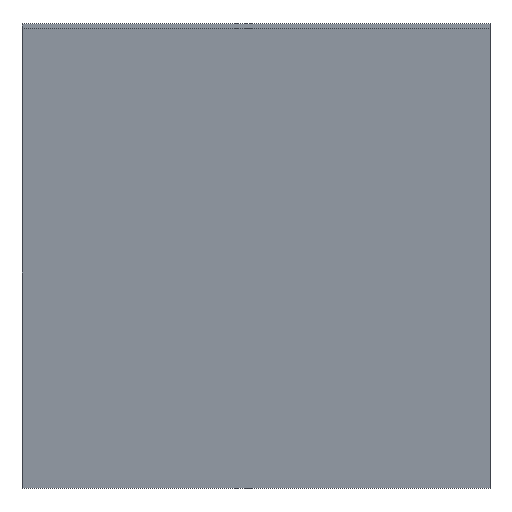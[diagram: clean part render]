
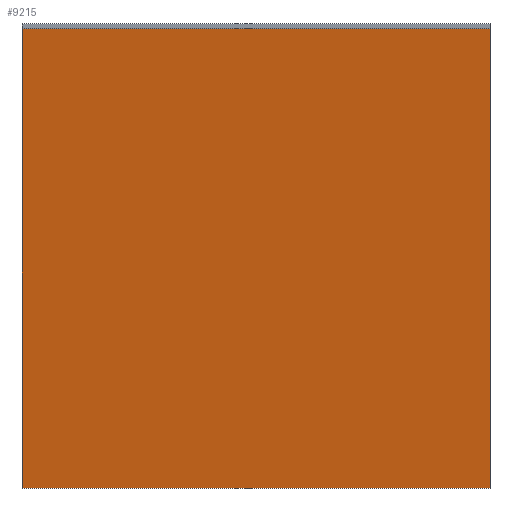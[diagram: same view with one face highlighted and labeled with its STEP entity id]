
A CAD part, top view. The second image highlights one B-rep face of the part: STEP entity #9215.
In plain terms, the highlighted planar face has unit normal (0, -0.186, 0.982).
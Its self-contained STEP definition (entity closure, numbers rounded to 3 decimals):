
#702=FACE_OUTER_BOUND('',#1184,.T.);
#1184=EDGE_LOOP('',(#8250,#8251,#8252,#8253));
#2336=LINE('',#14780,#3529);
#2339=LINE('',#14786,#3532);
#2342=LINE('',#14792,#3535);
#2345=LINE('',#14796,#3538);
#3529=VECTOR('',#12125,10.);
#3532=VECTOR('',#12130,10.);
#3535=VECTOR('',#12135,10.);
#3538=VECTOR('',#12140,10.);
#4426=VERTEX_POINT('',#14777);
#4427=VERTEX_POINT('',#14779);
#4429=VERTEX_POINT('',#14785);
#4431=VERTEX_POINT('',#14791);
#5705=EDGE_CURVE('',#4427,#4426,#2336,.T.);
#5708=EDGE_CURVE('',#4429,#4427,#2339,.T.);
#5711=EDGE_CURVE('',#4431,#4429,#2342,.T.);
#5714=EDGE_CURVE('',#4426,#4431,#2345,.T.);
#8250=ORIENTED_EDGE('',*,*,#5714,.T.);
#8251=ORIENTED_EDGE('',*,*,#5711,.T.);
#8252=ORIENTED_EDGE('',*,*,#5708,.T.);
#8253=ORIENTED_EDGE('',*,*,#5705,.T.);
#8762=PLANE('',#9895);
#9215=ADVANCED_FACE('',(#702),#8762,.T.);
#9895=AXIS2_PLACEMENT_3D('',#14797,#12141,#12142);
#12125=DIRECTION('',(0.,-0.982,-0.187));
#12130=DIRECTION('',(-1.,0.,0.));
#12135=DIRECTION('',(0.,0.982,0.187));
#12140=DIRECTION('',(1.,0.,0.));
#12141=DIRECTION('center_axis',(0.,-0.187,
0.982));
#12142=DIRECTION('ref_axis',(-1.,0.,0.));
#14777=CARTESIAN_POINT('',(-487.643,-60.276,254.854));
#14779=CARTESIAN_POINT('',(-487.643,146.038,294.028));
#14780=CARTESIAN_POINT('',(-487.643,-60.276,254.854));
#14785=CARTESIAN_POINT('',(-277.643,146.038,294.028));
#14786=CARTESIAN_POINT('',(-487.643,146.038,294.028));
#14791=CARTESIAN_POINT('',(-277.643,-60.276,254.854));
#14792=CARTESIAN_POINT('',(-277.643,146.038,294.028));
#14796=CARTESIAN_POINT('',(-277.643,-60.276,254.854));
#14797=CARTESIAN_POINT('Origin',(-382.643,42.881,274.441));
